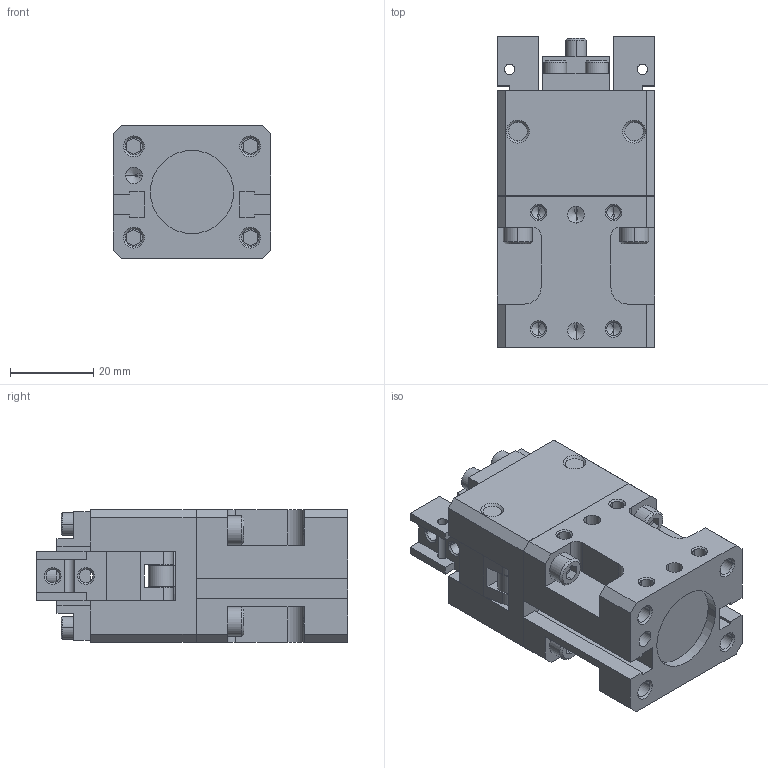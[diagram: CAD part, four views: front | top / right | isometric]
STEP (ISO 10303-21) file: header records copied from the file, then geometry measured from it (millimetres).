
FILE_DESCRIPTION( ( '' ), '1' );
FILE_NAME( 'og20_a_og200abb_0_2_14a.stp', '2010-10-25T15:53:40', ( '' ), ( '' ), ' ', ' ', ' ' );
FILE_SCHEMA( ( 'automotive_design' ) );
Length unit declared in the file: millimetre
Products named in the file (6): 1; 2; 3; 4; 5; 6
Bounding box: 38 x 75 x 32 mm (x, y, z)
Volume: 63051.6 mm3; surface area: 24602.4 mm2
Topology: 6 solids, 6 shells, 456 faces, 1194 edges, 745 vertices
Faces by surface type: plane 224, cylinder 134, cone 98
Entity records: 27756 total; most frequent: CARTESIAN_POINT 2963, DIRECTION 2400, STYLED_ITEM 2379, PRESENTATION_STYLE_ASSIGNMENT 2379, COLOUR_RGB 2379, ORIENTED_EDGE 2344, EDGE_CURVE 1172, CURVE_STYLE 1172
